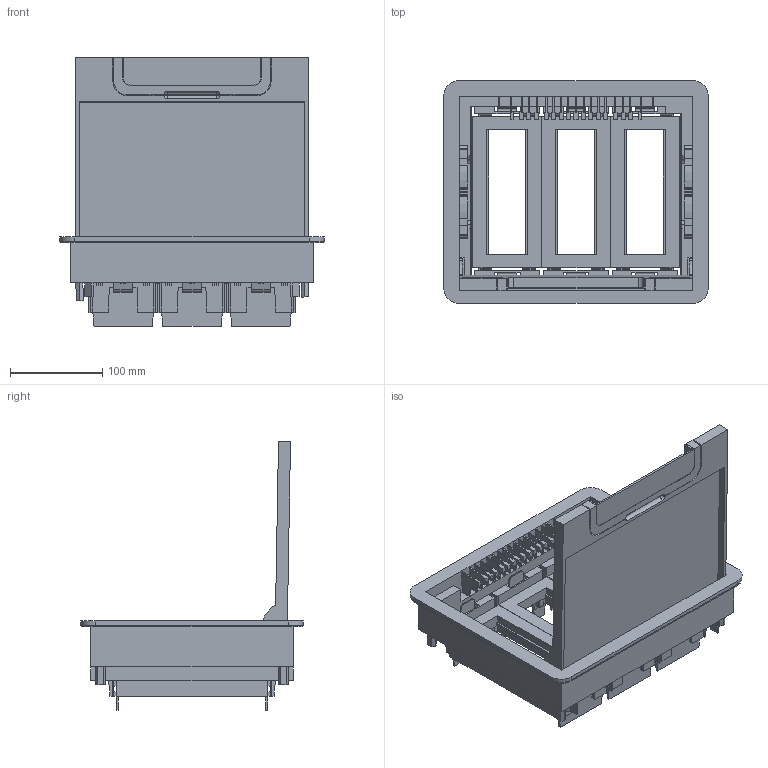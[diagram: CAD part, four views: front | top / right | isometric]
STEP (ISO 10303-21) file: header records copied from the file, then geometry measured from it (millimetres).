
FILE_DESCRIPTION(('CATIA V5 STEP Exchange','CAx-IF Rec.Pracs.--- Composite Materials ---3.4---2017-06-13'),'2;1');
FILE_NAME('LG-080710-S-ouvert.stp','2025-04-30T15:55:28+00:00',('none'),('none'),'CATIA Version 5-6 Release 2020','CATIA V5 STEP AP203 v1','none');
FILE_SCHEMA(('CONFIG_CONTROL_DESIGN'));
Length unit declared in the file: millimetre
Products named in the file (4): A029367AA; A027504_A; A004290_A-AS1; A027674_A-ASS PLANCHER TECHNIQUE
Assembly tree (9 placements, depth 3):
  A029367AA
    A027504_A
      #65
    A004290_A-AS1
      #6174
      #21336
    A027674_A-ASS PLANCHER TECHNIQUE  x3
      #24199
Bounding box: 285.97 x 240.97 x 290.9 mm (x, y, z)
Volume: 1061898.3 mm3; surface area: 673438.8 mm2
Topology: 9 solids, 9 shells, 1538 faces, 4429 edges, 2912 vertices
Faces by surface type: plane 1283, cylinder 213, extrusion 30, revolution 12
Entity records: 32318 total; most frequent: CARTESIAN_POINT 7169, ORIENTED_EDGE 5898, DIRECTION 4000, EDGE_CURVE 2949, VECTOR 2599, LINE 2569, VERTEX_POINT 1944, EDGE_LOOP 1099
